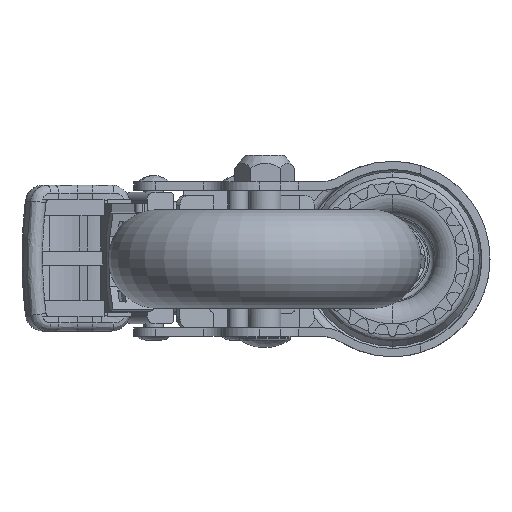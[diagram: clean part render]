
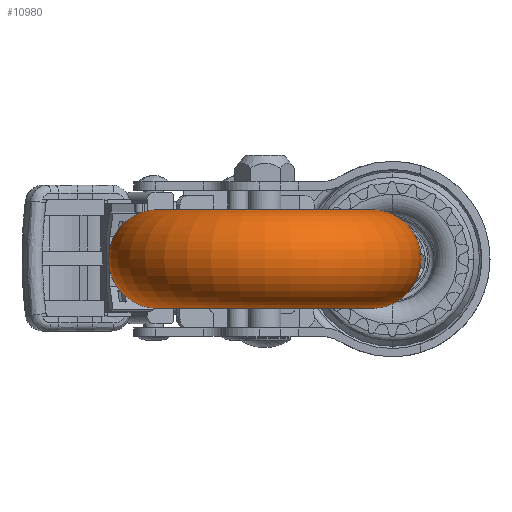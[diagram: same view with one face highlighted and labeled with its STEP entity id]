
A CAD part, front view. The second image highlights one B-rep face of the part: STEP entity #10980.
In plain terms, the highlighted toroidal (fillet/blend) face has major radius 26 mm and minor radius 12 mm.
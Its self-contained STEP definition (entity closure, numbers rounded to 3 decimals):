
#722 = DIRECTION ( 'NONE',  ( 0., 0., 1. ) ) ;
#2714 = VERTEX_POINT ( 'NONE', #23914 ) ;
#3003 = CIRCLE ( 'NONE', #30123, 26. ) ;
#4669 = VERTEX_POINT ( 'NONE', #18322 ) ;
#7413 = AXIS2_PLACEMENT_3D ( 'NONE', #7856, #28897, #10891 ) ;
#7856 = CARTESIAN_POINT ( 'NONE',  ( 0., 0., 26. ) ) ;
#8524 = ORIENTED_EDGE ( 'NONE', *, *, #15905, .T. ) ;
#9678 = DIRECTION ( 'NONE',  ( -1., 0., 0. ) ) ;
#10891 = DIRECTION ( 'NONE',  ( 0., 0., -1. ) ) ;
#10980 = ADVANCED_FACE ( 'NONE', ( #29726 ), #37779, .T. ) ;
#13739 = CARTESIAN_POINT ( 'NONE',  ( -12., 0., 26. ) ) ;
#14003 = CIRCLE ( 'NONE', #38481, 26. ) ;
#15745 = CARTESIAN_POINT ( 'NONE',  ( -12., 0., 0. ) ) ;
#15905 = EDGE_CURVE ( 'NONE', #4669, #2714, #3003, .T. ) ;
#16570 = CARTESIAN_POINT ( 'NONE',  ( 0., 0., -26. ) ) ;
#17226 = DIRECTION ( 'NONE',  ( -1., 0., 0. ) ) ;
#17840 = EDGE_CURVE ( 'NONE', #4669, #33260, #38176, .T. ) ;
#18036 = CARTESIAN_POINT ( 'NONE',  ( -12., 0., -26. ) ) ;
#18073 = AXIS2_PLACEMENT_3D ( 'NONE', #16570, #37656, #19588 ) ;
#18322 = CARTESIAN_POINT ( 'NONE',  ( 12., 0., -26. ) ) ;
#18710 = CARTESIAN_POINT ( 'NONE',  ( 0., 0., 0. ) ) ;
#18752 = DIRECTION ( 'NONE',  ( 0., 0., 1. ) ) ;
#19588 = DIRECTION ( 'NONE',  ( 0., 0., 1. ) ) ;
#20628 = ORIENTED_EDGE ( 'NONE', *, *, #23255, .T. ) ;
#22684 = AXIS2_PLACEMENT_3D ( 'NONE', #18710, #9678, #722 ) ;
#22987 = CIRCLE ( 'NONE', #7413, 12. ) ;
#23255 = EDGE_CURVE ( 'NONE', #2714, #31279, #22987, .T. ) ;
#23914 = CARTESIAN_POINT ( 'NONE',  ( 12., 0., 26. ) ) ;
#28184 = ORIENTED_EDGE ( 'NONE', *, *, #36913, .F. ) ;
#28897 = DIRECTION ( 'NONE',  ( 0., -1., 0. ) ) ;
#29726 = FACE_OUTER_BOUND ( 'NONE', #34626, .T. ) ;
#30123 = AXIS2_PLACEMENT_3D ( 'NONE', #35306, #17226, #38313 ) ;
#31174 = ORIENTED_EDGE ( 'NONE', *, *, #17840, .F. ) ;
#31279 = VERTEX_POINT ( 'NONE', #13739 ) ;
#33260 = VERTEX_POINT ( 'NONE', #18036 ) ;
#34626 = EDGE_LOOP ( 'NONE', ( #31174, #8524, #20628, #28184 ) ) ;
#35306 = CARTESIAN_POINT ( 'NONE',  ( 12., 0., 0. ) ) ;
#36817 = DIRECTION ( 'NONE',  ( -1., 0., 0. ) ) ;
#36913 = EDGE_CURVE ( 'NONE', #33260, #31279, #14003, .T. ) ;
#37656 = DIRECTION ( 'NONE',  ( 0., 1., 0. ) ) ;
#37779 = TOROIDAL_SURFACE ( 'NONE', #22684, 26., 12. ) ;
#38176 = CIRCLE ( 'NONE', #18073, 12. ) ;
#38313 = DIRECTION ( 'NONE',  ( 0., 0., 1. ) ) ;
#38481 = AXIS2_PLACEMENT_3D ( 'NONE', #15745, #36817, #18752 ) ;
